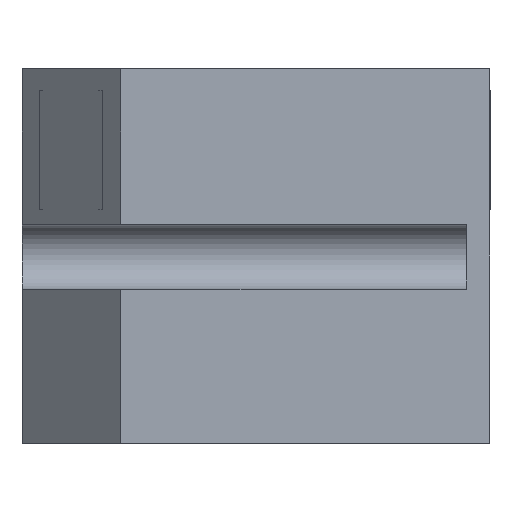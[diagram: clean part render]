
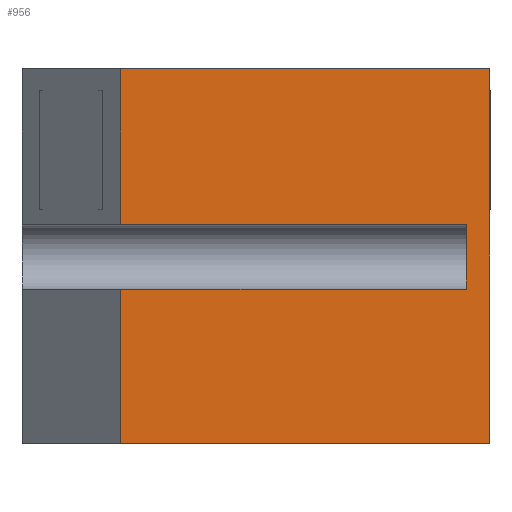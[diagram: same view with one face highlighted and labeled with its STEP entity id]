
A CAD part, left-side view. The second image highlights one B-rep face of the part: STEP entity #956.
In plain terms, the highlighted planar face has unit normal (-1, 0, 0).
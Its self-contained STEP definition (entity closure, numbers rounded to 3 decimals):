
#44=PLANE('',#1032);
#86=FACE_OUTER_BOUND('',#135,.T.);
#135=EDGE_LOOP('',(#833,#834,#835,#836,#837,#838,#839,#840));
#172=LINE('',#1362,#290);
#190=LINE('',#1412,#308);
#239=LINE('',#1510,#357);
#242=LINE('',#1522,#360);
#247=LINE('',#1531,#365);
#248=LINE('',#1533,#366);
#249=LINE('',#1535,#367);
#250=LINE('',#1536,#368);
#290=VECTOR('',#1100,10.);
#308=VECTOR('',#1148,10.);
#357=VECTOR('',#1227,10.);
#360=VECTOR('',#1238,10.);
#365=VECTOR('',#1245,10.);
#366=VECTOR('',#1246,10.);
#367=VECTOR('',#1247,10.);
#368=VECTOR('',#1248,10.);
#429=VERTEX_POINT('',#1359);
#430=VERTEX_POINT('',#1361);
#447=VERTEX_POINT('',#1411);
#481=VERTEX_POINT('',#1508);
#485=VERTEX_POINT('',#1520);
#486=VERTEX_POINT('',#1521);
#490=VERTEX_POINT('',#1532);
#491=VERTEX_POINT('',#1534);
#528=EDGE_CURVE('',#429,#430,#172,.T.);
#553=EDGE_CURVE('',#430,#447,#190,.T.);
#603=EDGE_CURVE('',#481,#429,#239,.T.);
#608=EDGE_CURVE('',#485,#486,#242,.T.);
#613=EDGE_CURVE('',#485,#447,#247,.T.);
#614=EDGE_CURVE('',#490,#481,#248,.T.);
#615=EDGE_CURVE('',#491,#490,#249,.T.);
#616=EDGE_CURVE('',#486,#491,#250,.T.);
#833=ORIENTED_EDGE('',*,*,#608,.F.);
#834=ORIENTED_EDGE('',*,*,#613,.T.);
#835=ORIENTED_EDGE('',*,*,#553,.F.);
#836=ORIENTED_EDGE('',*,*,#528,.F.);
#837=ORIENTED_EDGE('',*,*,#603,.F.);
#838=ORIENTED_EDGE('',*,*,#614,.F.);
#839=ORIENTED_EDGE('',*,*,#615,.F.);
#840=ORIENTED_EDGE('',*,*,#616,.F.);
#956=ADVANCED_FACE('',(#86),#44,.F.);
#1032=AXIS2_PLACEMENT_3D('',#1530,#1243,#1244);
#1100=DIRECTION('',(0.,0.,-1.));
#1148=DIRECTION('',(0.,1.,0.));
#1227=DIRECTION('',(0.,-1.,0.));
#1238=DIRECTION('',(0.,-1.,0.));
#1243=DIRECTION('center_axis',(1.,0.,0.));
#1244=DIRECTION('ref_axis',(0.,0.,-1.));
#1245=DIRECTION('',(0.,0.,-1.));
#1246=DIRECTION('',(0.,0.,1.));
#1247=DIRECTION('',(0.,1.,0.));
#1248=DIRECTION('',(0.,0.,1.));
#1359=CARTESIAN_POINT('',(-809.477,-163.,-200.633));
#1361=CARTESIAN_POINT('',(-809.477,-163.,-232.5));
#1362=CARTESIAN_POINT('',(-809.477,-163.,-216.));
#1411=CARTESIAN_POINT('',(-809.477,-131.586,-232.5));
#1412=CARTESIAN_POINT('',(-809.477,-147.793,-232.5));
#1508=CARTESIAN_POINT('',(-809.477,-131.586,-200.633));
#1510=CARTESIAN_POINT('',(-809.477,-147.793,-200.633));
#1520=CARTESIAN_POINT('',(-809.477,-131.586,-219.382));
#1521=CARTESIAN_POINT('',(-809.477,-161.,-219.382));
#1522=CARTESIAN_POINT('',(-809.477,-127.886,-219.382));
#1530=CARTESIAN_POINT('Origin',(-809.477,-123.186,-228.5));
#1531=CARTESIAN_POINT('',(-809.477,-131.586,-228.5));
#1532=CARTESIAN_POINT('',(-809.477,-131.586,-213.882));
#1533=CARTESIAN_POINT('',(-809.477,-131.586,-214.567));
#1534=CARTESIAN_POINT('',(-809.477,-161.,-213.882));
#1535=CARTESIAN_POINT('',(-809.477,-127.886,-213.882));
#1536=CARTESIAN_POINT('',(-809.477,-161.,-221.534));
